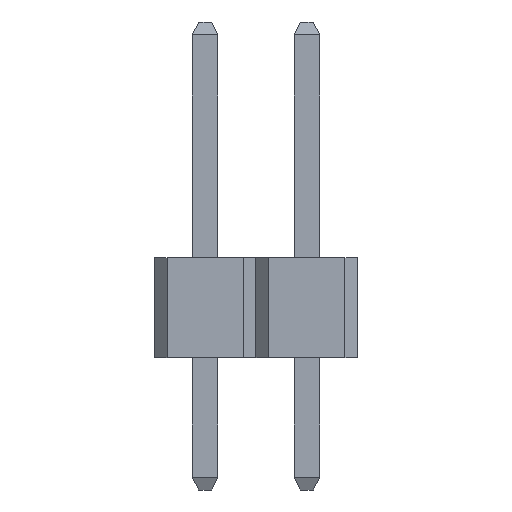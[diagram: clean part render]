
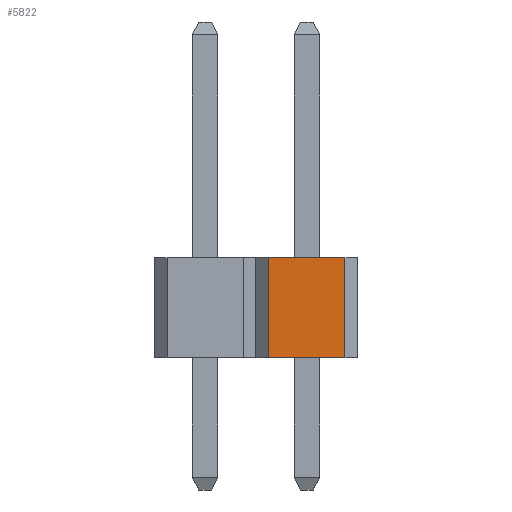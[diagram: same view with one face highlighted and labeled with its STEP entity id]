
A CAD part, left-side view. The second image highlights one B-rep face of the part: STEP entity #5822.
In plain terms, the highlighted planar face has unit normal (-1, 0, 0).
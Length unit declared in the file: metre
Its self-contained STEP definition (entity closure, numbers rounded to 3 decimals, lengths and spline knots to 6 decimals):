
#1116=ORIENTED_EDGE('',*,*,#2160,.T.);
#1117=ORIENTED_EDGE('',*,*,#2161,.T.);
#1118=ORIENTED_EDGE('',*,*,#2162,.F.);
#1119=ORIENTED_EDGE('',*,*,#2163,.T.);
#2160=EDGE_CURVE('',#2734,#2735,#3426,.T.);
#2161=EDGE_CURVE('',#2735,#2736,#3427,.T.);
#2162=EDGE_CURVE('',#2737,#2736,#3428,.T.);
#2163=EDGE_CURVE('',#2737,#2734,#3429,.T.);
#2734=VERTEX_POINT('',#9298);
#2735=VERTEX_POINT('',#9299);
#2736=VERTEX_POINT('',#9301);
#2737=VERTEX_POINT('',#9303);
#3426=LINE('',#9297,#4208);
#3427=LINE('',#9300,#4209);
#3428=LINE('',#9302,#4210);
#3429=LINE('',#9304,#4211);
#4208=VECTOR('',#7721,1.);
#4209=VECTOR('',#7722,1.);
#4210=VECTOR('',#7723,1.);
#4211=VECTOR('',#7724,1.);
#4730=EDGE_LOOP('',(#1116,#1117,#1118,#1119));
#5098=FACE_BOUND('',#4730,.T.);
#5466=PLANE('',#6527);
#5822=ADVANCED_FACE('',(#5098),#5466,.F.);
#6527=AXIS2_PLACEMENT_3D('',#9296,#7719,#7720);
#7719=DIRECTION('',(1.,0.,0.));
#7720=DIRECTION('',(0.,0.,-1.));
#7721=DIRECTION('',(0.,-1.,0.));
#7722=DIRECTION('',(0.,0.,1.));
#7723=DIRECTION('',(0.,-1.,0.));
#7724=DIRECTION('',(0.,0.,-1.));
#9296=CARTESIAN_POINT('',(-0.00127,0.,0.0025));
#9297=CARTESIAN_POINT('',(-0.00127,0.,0.));
#9298=CARTESIAN_POINT('',(-0.00127,0.00095,0.));
#9299=CARTESIAN_POINT('',(-0.00127,-0.00095,0.));
#9300=CARTESIAN_POINT('',(-0.00127,-0.00095,0.0025));
#9301=CARTESIAN_POINT('',(-0.00127,-0.00095,0.0025));
#9302=CARTESIAN_POINT('',(-0.00127,0.,0.0025));
#9303=CARTESIAN_POINT('',(-0.00127,0.00095,0.0025));
#9304=CARTESIAN_POINT('',(-0.00127,0.00095,0.));
